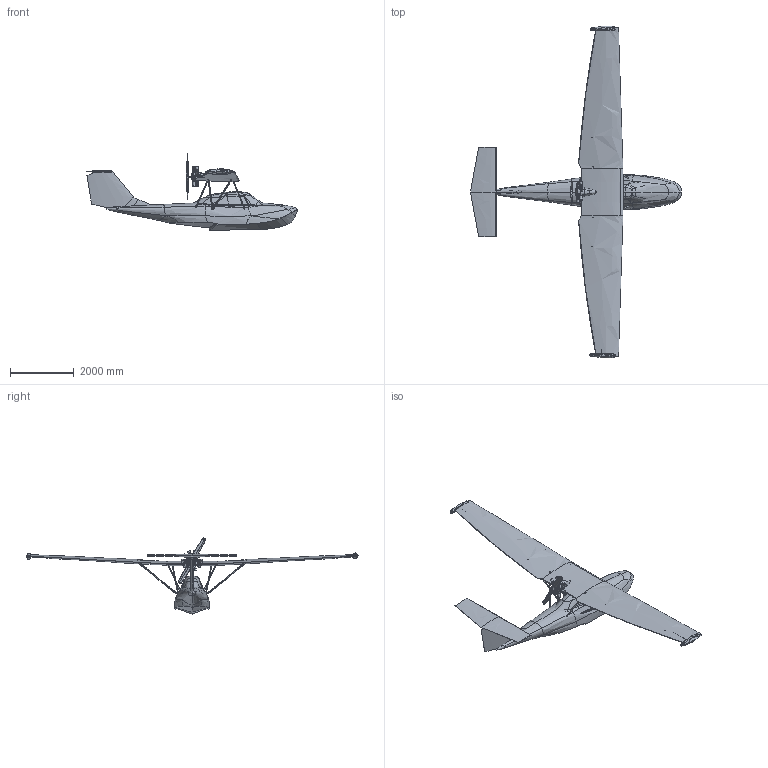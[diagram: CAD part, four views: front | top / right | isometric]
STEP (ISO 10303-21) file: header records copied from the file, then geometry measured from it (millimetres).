
FILE_DESCRIPTION(('FreeCAD Model'),'2;1');
FILE_NAME('Open CASCADE Shape Model','2025-05-03T09:16:58',('FreeCAD'),( 'FreeCAD'),'Open CASCADE STEP processor 7.6','FreeCAD','Unknown');
FILE_SCHEMA(('AUTOMOTIVE_DESIGN { 1 0 10303 214 1 1 1 1 }'));
Products named in the file (1): Open CASCADE STEP translator 7.6 1
Bounding box: 6608 x 10392.13 x 2388.82 mm (x, y, z)
Volume: 8248620.9 mm3; surface area: 50624153.6 mm2
Topology: 28 solids, 58 shells, 1768 faces, 4593 edges, 2933 vertices
Faces by surface type: bspline 1768
Entity records: 128705 total; most frequent: CARTESIAN_POINT 102944, ORIENTED_EDGE 8766, EDGE_CURVE 4533, VERTEX_POINT 2903, B_SPLINE_CURVE_WITH_KNOTS 2792, FACE_BOUND 1980, EDGE_LOOP 1980, ADVANCED_FACE 1768
